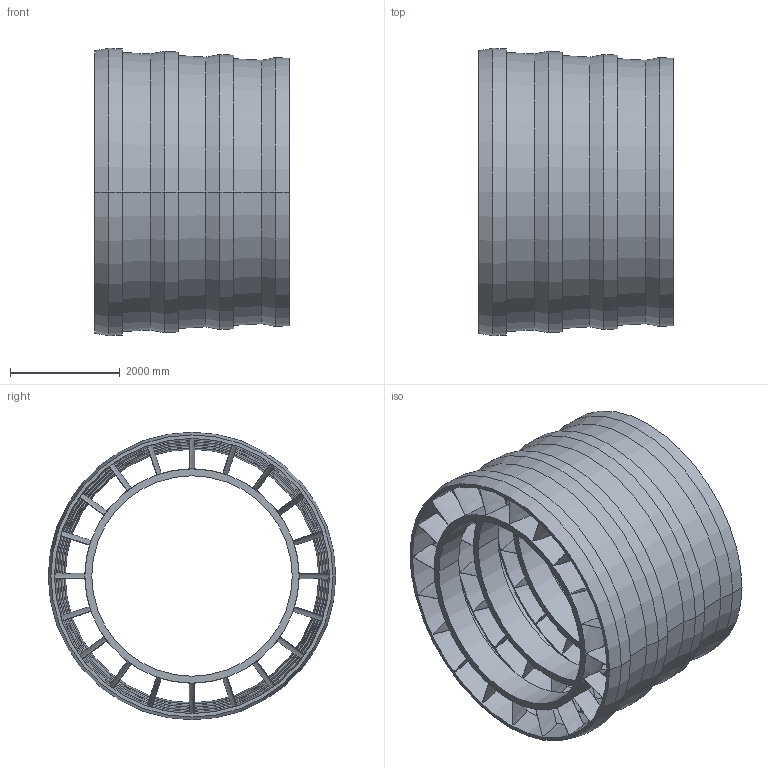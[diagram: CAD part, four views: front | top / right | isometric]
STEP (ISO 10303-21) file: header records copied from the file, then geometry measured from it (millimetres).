
FILE_DESCRIPTION((''),'2;1');
FILE_NAME('AIR_TURBINE_BRACKET','2025-12-19T09:18:50',('H576696'),('Honeywell International Inc.'),'CREO PARAMETRIC BY PTC INC, 2023134','CREO PARAMETRIC BY PTC INC, 2023134','');
FILE_SCHEMA(('AUTOMOTIVE_DESIGN { 1 0 10303 214 1 1 1 1 }'));
Length unit declared in the file: inch
Products named in the file (1): AIR_TURBINE_BRACKET
Bounding box: 3556 x 5249.97 x 5249.97 mm (x, y, z)
Volume: 7995284528 mm3; surface area: 210943303.5 mm2
Topology: 1 solids, 1 shells, 231 faces, 670 edges, 442 vertices
Faces by surface type: extrusion 160, cone 36, plane 19, cylinder 16
Entity records: 41408 total; most frequent: CARTESIAN_POINT 30850, ORIENTED_EDGE 1340, PRESENTATION_STYLE_ASSIGNMENT 1062, STYLED_ITEM 1062, DIRECTION 1032, CURVE_STYLE 830, EDGE_CURVE 670, VERTEX_POINT 442
